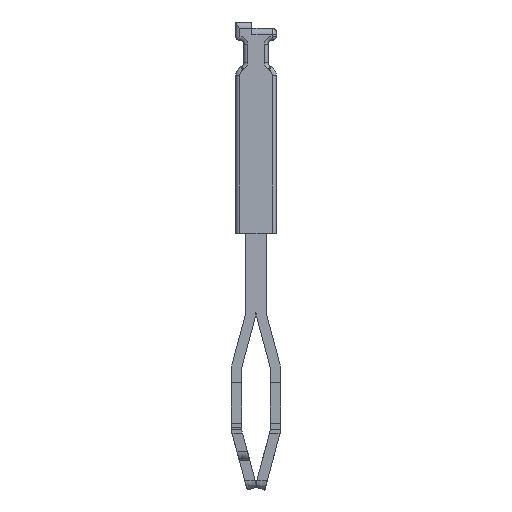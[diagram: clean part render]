
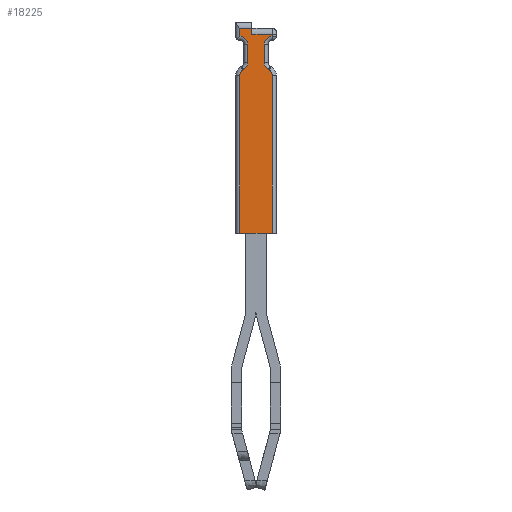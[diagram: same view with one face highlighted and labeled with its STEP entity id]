
A CAD part, left-side view. The second image highlights one B-rep face of the part: STEP entity #18225.
In plain terms, the highlighted planar face has unit normal (-1, 0, 0).
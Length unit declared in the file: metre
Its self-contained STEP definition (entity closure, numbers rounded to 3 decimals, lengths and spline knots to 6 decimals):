
#419=CIRCLE('',#19623,0.0004);
#420=CIRCLE('',#19624,0.0004);
#421=CIRCLE('',#19625,0.0003);
#422=CIRCLE('',#19626,0.0003);
#423=CIRCLE('',#19627,0.0004);
#424=CIRCLE('',#19628,0.0004);
#1437=FACE_OUTER_BOUND('',#2338,.T.);
#2338=EDGE_LOOP('',(#13613,#13614,#13615,#13616,#13617,#13618,#13619,#13620,
#13621,#13622,#13623,#13624,#13625,#13626,#13627,#13628,#13629,#13630,#13631,
#13632,#13633,#13634));
#4188=LINE('',#30999,#6097);
#4217=LINE('',#31072,#6126);
#4251=LINE('',#31155,#6160);
#4253=LINE('',#31161,#6162);
#4272=LINE('',#31223,#6181);
#4289=LINE('',#31270,#6198);
#4290=LINE('',#31274,#6199);
#4291=LINE('',#31278,#6200);
#4292=LINE('',#31281,#6201);
#4293=LINE('',#31282,#6202);
#4294=LINE('',#31284,#6203);
#4295=LINE('',#31288,#6204);
#4296=LINE('',#31292,#6205);
#4297=LINE('',#31296,#6206);
#4298=LINE('',#31297,#6207);
#4299=LINE('',#31298,#6208);
#6097=VECTOR('',#23090,0.000003);
#6126=VECTOR('',#23151,0.000003);
#6160=VECTOR('',#23219,0.0003);
#6162=VECTOR('',#23227,0.0003);
#6181=VECTOR('',#23284,0.0003);
#6198=VECTOR('',#23331,0.0004);
#6199=VECTOR('',#23334,0.000896);
#6200=VECTOR('',#23337,0.000058);
#6201=VECTOR('',#23340,0.007769);
#6202=VECTOR('',#23341,0.001);
#6203=VECTOR('',#23342,0.007769);
#6204=VECTOR('',#23345,0.000058);
#6205=VECTOR('',#23348,0.000896);
#6206=VECTOR('',#23351,0.0001);
#6207=VECTOR('',#23352,0.001);
#6208=VECTOR('',#23353,0.0006);
#8303=VERTEX_POINT('',#30996);
#8304=VERTEX_POINT('',#30998);
#8331=VERTEX_POINT('',#31069);
#8332=VERTEX_POINT('',#31071);
#8364=VERTEX_POINT('',#31154);
#8365=VERTEX_POINT('',#31159);
#8388=VERTEX_POINT('',#31220);
#8389=VERTEX_POINT('',#31222);
#8395=VERTEX_POINT('',#31268);
#8396=VERTEX_POINT('',#31269);
#8397=VERTEX_POINT('',#31271);
#8398=VERTEX_POINT('',#31273);
#8399=VERTEX_POINT('',#31275);
#8400=VERTEX_POINT('',#31277);
#8401=VERTEX_POINT('',#31279);
#8402=VERTEX_POINT('',#31283);
#8403=VERTEX_POINT('',#31285);
#8404=VERTEX_POINT('',#31287);
#8405=VERTEX_POINT('',#31289);
#8406=VERTEX_POINT('',#31291);
#8407=VERTEX_POINT('',#31293);
#8408=VERTEX_POINT('',#31295);
#10394=EDGE_CURVE('',#8304,#8303,#4188,.T.);
#10431=EDGE_CURVE('',#8332,#8331,#4217,.T.);
#10473=EDGE_CURVE('',#8364,#8304,#4251,.T.);
#10477=EDGE_CURVE('',#8331,#8365,#4253,.T.);
#10509=EDGE_CURVE('',#8389,#8388,#4272,.T.);
#10536=EDGE_CURVE('',#8395,#8396,#4289,.T.);
#10537=EDGE_CURVE('',#8396,#8397,#419,.T.);
#10538=EDGE_CURVE('',#8397,#8398,#4290,.T.);
#10539=EDGE_CURVE('',#8398,#8399,#420,.T.);
#10540=EDGE_CURVE('',#8399,#8400,#4291,.T.);
#10541=EDGE_CURVE('',#8400,#8401,#421,.F.);
#10542=EDGE_CURVE('',#8401,#8364,#4292,.T.);
#10543=EDGE_CURVE('',#8303,#8332,#4293,.T.);
#10544=EDGE_CURVE('',#8365,#8402,#4294,.T.);
#10545=EDGE_CURVE('',#8402,#8403,#422,.F.);
#10546=EDGE_CURVE('',#8403,#8404,#4295,.T.);
#10547=EDGE_CURVE('',#8404,#8405,#423,.T.);
#10548=EDGE_CURVE('',#8405,#8406,#4296,.T.);
#10549=EDGE_CURVE('',#8406,#8407,#424,.T.);
#10550=EDGE_CURVE('',#8407,#8408,#4297,.T.);
#10551=EDGE_CURVE('',#8408,#8389,#4298,.T.);
#10552=EDGE_CURVE('',#8388,#8395,#4299,.T.);
#13613=ORIENTED_EDGE('',*,*,#10536,.T.);
#13614=ORIENTED_EDGE('',*,*,#10537,.T.);
#13615=ORIENTED_EDGE('',*,*,#10538,.T.);
#13616=ORIENTED_EDGE('',*,*,#10539,.T.);
#13617=ORIENTED_EDGE('',*,*,#10540,.T.);
#13618=ORIENTED_EDGE('',*,*,#10541,.T.);
#13619=ORIENTED_EDGE('',*,*,#10542,.T.);
#13620=ORIENTED_EDGE('',*,*,#10473,.T.);
#13621=ORIENTED_EDGE('',*,*,#10394,.T.);
#13622=ORIENTED_EDGE('',*,*,#10543,.T.);
#13623=ORIENTED_EDGE('',*,*,#10431,.T.);
#13624=ORIENTED_EDGE('',*,*,#10477,.T.);
#13625=ORIENTED_EDGE('',*,*,#10544,.T.);
#13626=ORIENTED_EDGE('',*,*,#10545,.T.);
#13627=ORIENTED_EDGE('',*,*,#10546,.T.);
#13628=ORIENTED_EDGE('',*,*,#10547,.T.);
#13629=ORIENTED_EDGE('',*,*,#10548,.T.);
#13630=ORIENTED_EDGE('',*,*,#10549,.T.);
#13631=ORIENTED_EDGE('',*,*,#10550,.T.);
#13632=ORIENTED_EDGE('',*,*,#10551,.T.);
#13633=ORIENTED_EDGE('',*,*,#10509,.T.);
#13634=ORIENTED_EDGE('',*,*,#10552,.T.);
#16585=PLANE('',#19622);
#18225=ADVANCED_FACE('',(#1437),#16585,.F.);
#19622=AXIS2_PLACEMENT_3D('',#31267,#23329,#23330);
#19623=AXIS2_PLACEMENT_3D('',#31272,#23332,#23333);
#19624=AXIS2_PLACEMENT_3D('',#31276,#23335,#23336);
#19625=AXIS2_PLACEMENT_3D('',#31280,#23338,#23339);
#19626=AXIS2_PLACEMENT_3D('',#31286,#23343,#23344);
#19627=AXIS2_PLACEMENT_3D('',#31290,#23346,#23347);
#19628=AXIS2_PLACEMENT_3D('',#31294,#23349,#23350);
#23090=DIRECTION('',(0.,0.,-1.));
#23151=DIRECTION('',(0.,0.,1.));
#23219=DIRECTION('',(0.,-1.,0.));
#23227=DIRECTION('',(0.,-1.,0.));
#23284=DIRECTION('',(0.,0.,1.));
#23329=DIRECTION('center_axis',(1.,0.,0.));
#23330=DIRECTION('ref_axis',(0.,0.,-1.));
#23331=DIRECTION('',(0.,0.,-1.));
#23332=DIRECTION('center_axis',(1.,0.,0.));
#23333=DIRECTION('ref_axis',(0.,1.,0.));
#23334=DIRECTION('',(0.,0.,-1.));
#23335=DIRECTION('center_axis',(1.,0.,0.));
#23336=DIRECTION('ref_axis',(0.,1.,0.));
#23337=DIRECTION('',(0.,0.866,-0.5));
#23338=DIRECTION('center_axis',(1.,0.,0.));
#23339=DIRECTION('ref_axis',(0.,1.,0.));
#23340=DIRECTION('',(0.,0.,-1.));
#23341=DIRECTION('',(0.,-1.,0.));
#23342=DIRECTION('',(0.,0.,1.));
#23343=DIRECTION('center_axis',(1.,0.,0.));
#23344=DIRECTION('ref_axis',(0.,1.,0.));
#23345=DIRECTION('',(0.,0.866,0.5));
#23346=DIRECTION('center_axis',(1.,0.,0.));
#23347=DIRECTION('ref_axis',(0.,1.,0.));
#23348=DIRECTION('',(0.,0.,1.));
#23349=DIRECTION('center_axis',(1.,0.,0.));
#23350=DIRECTION('ref_axis',(0.,1.,0.));
#23351=DIRECTION('',(0.,0.,1.));
#23352=DIRECTION('',(0.,1.,0.));
#23353=DIRECTION('',(0.,1.,0.));
#30996=CARTESIAN_POINT('',(-0.028525,0.0005,-0.003887));
#30998=CARTESIAN_POINT('',(-0.028525,0.0005,-0.003885));
#30999=CARTESIAN_POINT('',(-0.028525,0.0005,-0.003885));
#31069=CARTESIAN_POINT('',(-0.028525,-0.0005,-0.003885));
#31071=CARTESIAN_POINT('',(-0.028525,-0.0005,-0.003887));
#31072=CARTESIAN_POINT('',(-0.028525,-0.0005,-0.003887));
#31154=CARTESIAN_POINT('',(-0.028525,0.0008,-0.003885));
#31155=CARTESIAN_POINT('',(-0.028525,0.0008,-0.003885));
#31159=CARTESIAN_POINT('',(-0.028525,-0.0008,-0.003885));
#31161=CARTESIAN_POINT('',(-0.028525,-0.0005,-0.003885));
#31220=CARTESIAN_POINT('',(-0.028525,0.0002,0.006215));
#31222=CARTESIAN_POINT('',(-0.028525,0.0002,0.005915));
#31223=CARTESIAN_POINT('',(-0.028525,0.0002,0.005915));
#31267=CARTESIAN_POINT('Origin',(-0.028525,0.0007,-0.007783));
#31268=CARTESIAN_POINT('',(-0.028525,0.0008,0.006215));
#31269=CARTESIAN_POINT('',(-0.028525,0.0008,0.005815));
#31270=CARTESIAN_POINT('',(-0.028525,0.0008,0.006215));
#31271=CARTESIAN_POINT('',(-0.028525,0.0004,0.005415));
#31272=CARTESIAN_POINT('Origin',(-0.028525,0.0008,0.005415));
#31273=CARTESIAN_POINT('',(-0.028525,0.0004,0.00452));
#31274=CARTESIAN_POINT('',(-0.028525,0.0004,0.005415));
#31275=CARTESIAN_POINT('',(-0.028525,0.0006,0.004173));
#31276=CARTESIAN_POINT('Origin',(-0.028525,0.0008,0.00452));
#31277=CARTESIAN_POINT('',(-0.028525,0.00065,0.004144));
#31278=CARTESIAN_POINT('',(-0.028525,0.0006,0.004173));
#31279=CARTESIAN_POINT('',(-0.028525,0.0008,0.003885));
#31280=CARTESIAN_POINT('Origin',(-0.028525,0.0005,0.003885));
#31281=CARTESIAN_POINT('',(-0.028525,0.0008,0.003885));
#31282=CARTESIAN_POINT('',(-0.028525,0.0005,-0.003887));
#31283=CARTESIAN_POINT('',(-0.028525,-0.0008,0.003885));
#31284=CARTESIAN_POINT('',(-0.028525,-0.0008,-0.003885));
#31285=CARTESIAN_POINT('',(-0.028525,-0.00065,0.004144));
#31286=CARTESIAN_POINT('Origin',(-0.028525,-0.0005,0.003885));
#31287=CARTESIAN_POINT('',(-0.028525,-0.0006,0.004173));
#31288=CARTESIAN_POINT('',(-0.028525,-0.00065,0.004144));
#31289=CARTESIAN_POINT('',(-0.028525,-0.0004,0.00452));
#31290=CARTESIAN_POINT('Origin',(-0.028525,-0.0008,0.00452));
#31291=CARTESIAN_POINT('',(-0.028525,-0.0004,0.005415));
#31292=CARTESIAN_POINT('',(-0.028525,-0.0004,0.00452));
#31293=CARTESIAN_POINT('',(-0.028525,-0.0008,0.005815));
#31294=CARTESIAN_POINT('Origin',(-0.028525,-0.0008,0.005415));
#31295=CARTESIAN_POINT('',(-0.028525,-0.0008,0.005915));
#31296=CARTESIAN_POINT('',(-0.028525,-0.0008,0.005815));
#31297=CARTESIAN_POINT('',(-0.028525,-0.0008,0.005915));
#31298=CARTESIAN_POINT('',(-0.028525,0.0002,0.006215));
